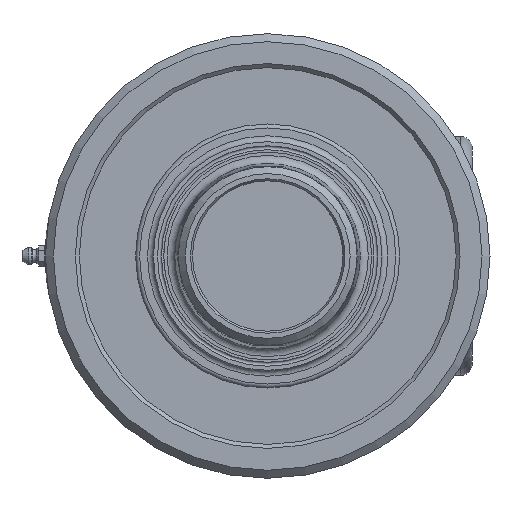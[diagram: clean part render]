
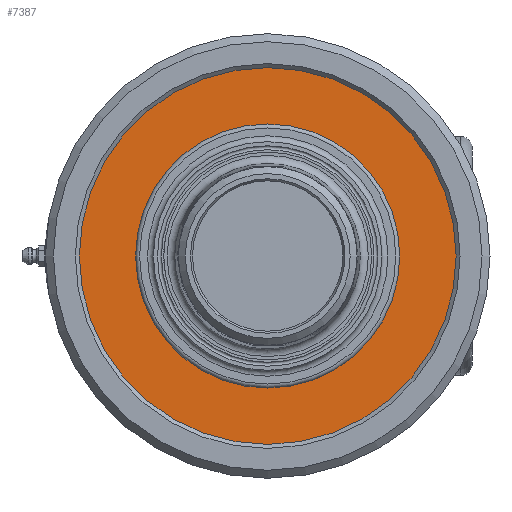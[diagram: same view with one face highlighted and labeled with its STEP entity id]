
A CAD part, left-side view. The second image highlights one B-rep face of the part: STEP entity #7387.
In plain terms, the highlighted planar face has unit normal (-1, 0, 0).
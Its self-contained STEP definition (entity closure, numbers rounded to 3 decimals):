
#98=FACE_BOUND('',#2587,.T.);
#1405=CIRCLE('',#7759,52.935);
#1406=CIRCLE('',#7760,52.935);
#1556=CIRCLE('',#8027,75.5);
#1557=CIRCLE('',#8028,75.5);
#1697=PLANE('',#8026);
#2116=FACE_OUTER_BOUND('',#2586,.T.);
#2586=EDGE_LOOP('',(#6886,#6887));
#2587=EDGE_LOOP('',(#6888,#6889));
#3459=VERTEX_POINT('',#45313);
#3460=VERTEX_POINT('',#45315);
#3639=VERTEX_POINT('',#46842);
#3640=VERTEX_POINT('',#46843);
#4440=EDGE_CURVE('',#3460,#3459,#1405,.T.);
#4441=EDGE_CURVE('',#3459,#3460,#1406,.T.);
#4723=EDGE_CURVE('',#3639,#3640,#1556,.T.);
#4724=EDGE_CURVE('',#3640,#3639,#1557,.T.);
#6886=ORIENTED_EDGE('',*,*,#4723,.F.);
#6887=ORIENTED_EDGE('',*,*,#4724,.F.);
#6888=ORIENTED_EDGE('',*,*,#4440,.T.);
#6889=ORIENTED_EDGE('',*,*,#4441,.T.);
#7387=ADVANCED_FACE('',(#2116,#98),#1697,.T.);
#7759=AXIS2_PLACEMENT_3D('',#45316,#9031,#9032);
#7760=AXIS2_PLACEMENT_3D('',#45317,#9033,#9034);
#8026=AXIS2_PLACEMENT_3D('',#46841,#9642,#9643);
#8027=AXIS2_PLACEMENT_3D('',#46844,#9644,#9645);
#8028=AXIS2_PLACEMENT_3D('',#46845,#9646,#9647);
#9031=DIRECTION('center_axis',(1.,0.,0.));
#9032=DIRECTION('ref_axis',(0.,1.,0.));
#9033=DIRECTION('center_axis',(1.,0.,0.));
#9034=DIRECTION('ref_axis',(0.,1.,0.));
#9642=DIRECTION('center_axis',(-1.,0.,0.));
#9643=DIRECTION('ref_axis',(0.,0.,1.));
#9644=DIRECTION('center_axis',(1.,0.,0.));
#9645=DIRECTION('ref_axis',(0.,1.,0.));
#9646=DIRECTION('center_axis',(1.,0.,0.));
#9647=DIRECTION('ref_axis',(0.,1.,0.));
#45313=CARTESIAN_POINT('',(0.,-52.935,0.));
#45315=CARTESIAN_POINT('',(0.,52.935,0.));
#45316=CARTESIAN_POINT('Origin',(0.,0.,
0.));
#45317=CARTESIAN_POINT('Origin',(0.,0.,
0.));
#46841=CARTESIAN_POINT('Origin',(0.,58.575,0.));
#46842=CARTESIAN_POINT('',(0.,75.5,0.));
#46843=CARTESIAN_POINT('',(0.,-75.5,0.));
#46844=CARTESIAN_POINT('Origin',(0.,0.,0.));
#46845=CARTESIAN_POINT('Origin',(0.,0.,0.));
